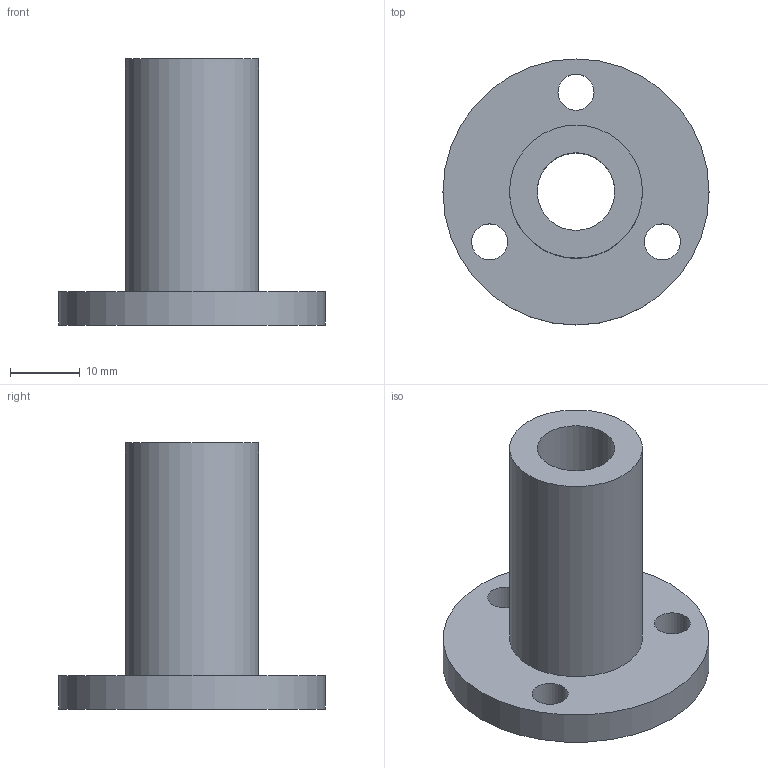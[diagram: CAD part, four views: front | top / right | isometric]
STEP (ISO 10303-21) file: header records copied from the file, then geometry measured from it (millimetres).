
FILE_DESCRIPTION(/* description */ (''),/* implementation_level */ '2;1');
FILE_NAME(/* name */ 'MISC_LeadNut_am-2492.ipt.step',/* time_stamp */ '2014-01-01T17:34:21-08:00',/* author */ ('Autodesk Inc.'),/* organization */ ('Autodesk Inc.'),/* preprocessor_version */ 'ST-DEVELOPER v15.2',/* originating_system */ 'Autodesk Inventor 2014',/* authorisation */ '');
FILE_SCHEMA (('AUTOMOTIVE_DESIGN { 1 0 10303 214 3 1 1 }'));
Length unit declared in the file: inch
Products named in the file (1): MISC_LeadNut_am-2492
Bounding box: 38.1 x 38.1 x 38.1 mm (x, y, z)
Volume: 10948.2 mm3; surface area: 6089.1 mm2
Topology: 1 solids, 1 shells, 9 faces, 18 edges, 12 vertices
Faces by surface type: cylinder 6, plane 3
Full cylindrical faces by diameter (mm): 5.156 x3, 11.112 x1, 19.05 x1, 38.1 x1
Entity records: 267 total; most frequent: DIRECTION 44, CARTESIAN_POINT 34, EDGE_LOOP 24, ORIENTED_EDGE 24, AXIS2_PLACEMENT_3D 22, FACE_BOUND 15, CIRCLE 12, VERTEX_POINT 12
